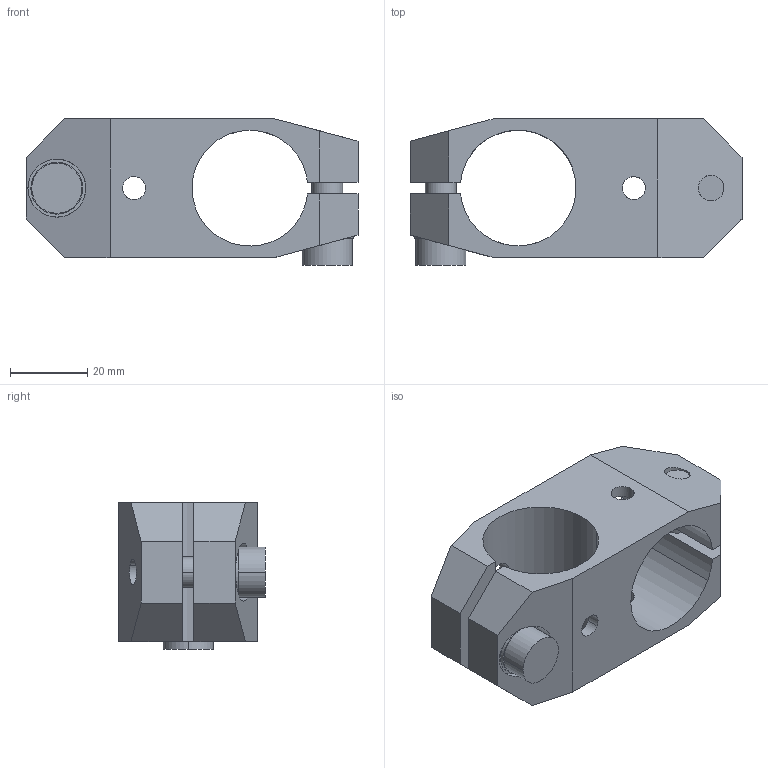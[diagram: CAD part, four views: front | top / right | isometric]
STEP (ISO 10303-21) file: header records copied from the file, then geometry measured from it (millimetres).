
FILE_DESCRIPTION(('CATIA V5 STEP Exchange'),'2;1');
FILE_NAME('AEGT142.stp','2017-07-06T00:19:54+00:00',('none'),('none'),'CATIA Version 5 Release 21 GA (IN-10)','CATIA V5 STEP AP203','none');
FILE_SCHEMA(('CONFIG_CONTROL_DESIGN'));
Length unit declared in the file: millimetre
Products named in the file (1): AEGT142
Bounding box: 86 x 38 x 38 mm (x, y, z)
Volume: 44894.1 mm3; surface area: 19718.2 mm2
Topology: 1 solids, 1 shells, 74 faces, 186 edges, 124 vertices
Faces by surface type: cylinder 38, plane 36
Entity records: 2347 total; most frequent: CARTESIAN_POINT 642, ORIENTED_EDGE 372, DIRECTION 261, EDGE_CURVE 186, VERTEX_POINT 124, VECTOR 109, LINE 109, AXIS2_PLACEMENT_3D 107
